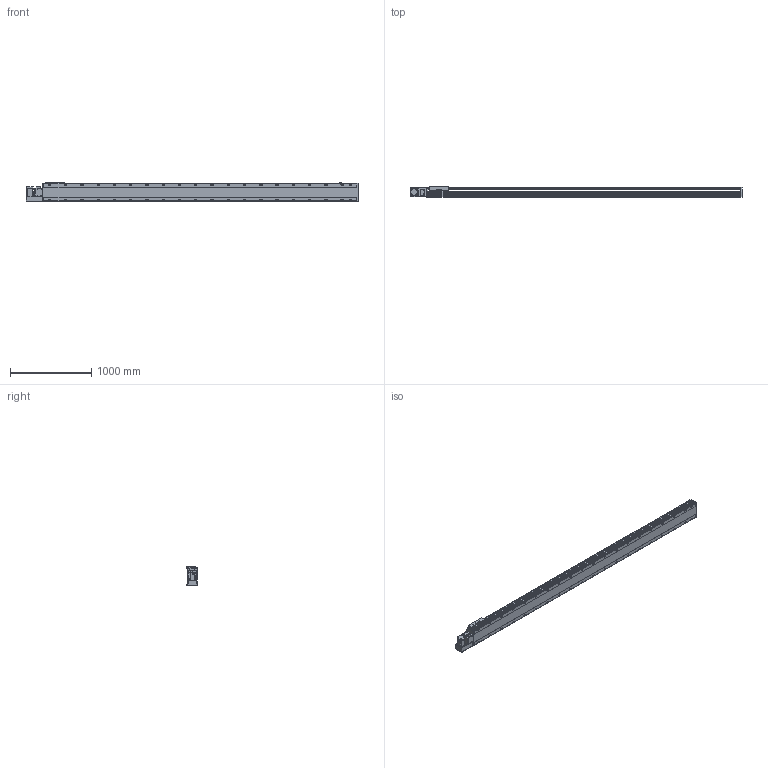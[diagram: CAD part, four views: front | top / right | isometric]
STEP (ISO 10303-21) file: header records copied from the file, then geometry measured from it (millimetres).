
FILE_DESCRIPTION (( 'STEP AP214' ), '1' );
FILE_NAME ('WEX220BL-040LC-3500XXXX.STEP', '2025-02-28T17:13:16', ( '' ), ( '' ), 'SwSTEP 2.0', 'SolidWorks 2022', '' );
FILE_SCHEMA (( 'AUTOMOTIVE_DESIGN' ));
Length unit declared in the file: millimetre
Products named in the file (9): WEX220-3500B-4; WEX220-3500BMOTOR; WEX220-3500B-3; WEX220-3500BCARRIAGE; WEX220-3500BSENSOR; WEX220-3500B-1; FANG STICKER; WEX220-3500B-2; WEX220BL-040LC-3500XXXX
Assembly tree (8 placements, depth 2):
  WEX220-3500B-4
  WEX220-3500B-1
  WEX220BL-040LC-3500XXXX
    WEX220-3500B-2
    WEX220-3500BCARRIAGE
    WEX220-3500B-3
    WEX220-3500BSENSOR  x3
    WEX220-3500BMOTOR
    FANG STICKER
Bounding box: 4082.8 x 134 x 239.56 mm (x, y, z)
Volume: 53486016.1 mm3; surface area: 5038208.7 mm2
Topology: 8 solids, 11 shells, 1949 faces, 4714 edges, 3050 vertices
Faces by surface type: plane 1227, cylinder 516, cone 180, torus 26
Entity records: 50542 total; most frequent: CARTESIAN_POINT 9096, DIRECTION 8578, ORIENTED_EDGE 8164, EDGE_CURVE 4082, VECTOR 2898, LINE 2898, AXIS2_PLACEMENT_3D 2840, VERTEX_POINT 2646
